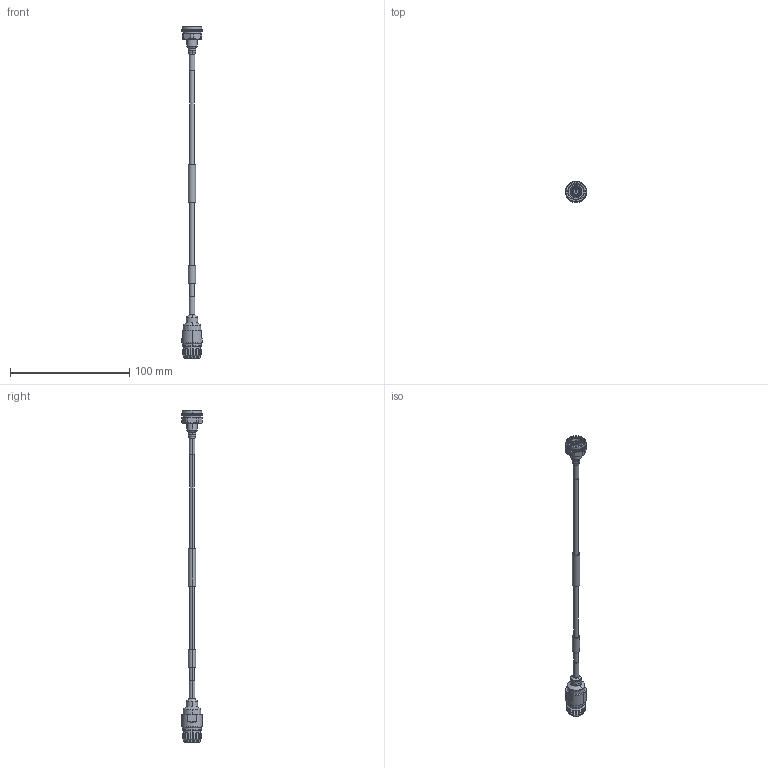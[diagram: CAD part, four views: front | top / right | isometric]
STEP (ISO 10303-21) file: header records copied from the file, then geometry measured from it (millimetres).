
FILE_DESCRIPTION (( 'STEP AP214' ), '1' );
FILE_NAME ('FMCA2528_3D.step', '2024-06-18T04:40:09', ( '' ), ( '' ), 'SwSTEP 2.0', 'SolidWorks 2022', '' );
FILE_SCHEMA (( 'AUTOMOTIVE_DESIGN' ));
Length unit declared in the file: inch
Products named in the file (5): FMCA2528_3D; Heat Shrink^FMCA2528; TFT-5G-402^FMCA2528; TC-402-NF-LP-PE_3D^FMCA2528; TC-402-225M-LP-PE_3D^FMCA2528
Assembly tree (4 placements, depth 2):
  FMCA2528_3D
    TFT-5G-402^FMCA2528
    Heat Shrink^FMCA2528
    TC-402-225M-LP-PE_3D^FMCA2528
    TC-402-NF-LP-PE_3D^FMCA2528
Bounding box: 17.5 x 17.5 x 278.68 mm (x, y, z)
Volume: 12999.2 mm3; surface area: 10077.6 mm2
Topology: 5 solids, 5 shells, 1414 faces, 3370 edges, 2002 vertices
Faces by surface type: bspline 728, cylinder 371, plane 200, cone 86, torus 29
Entity records: 50655 total; most frequent: CARTESIAN_POINT 27053, ORIENTED_EDGE 6740, EDGE_CURVE 3370, DIRECTION 2948, VERTEX_POINT 2002, EDGE_LOOP 1454, ADVANCED_FACE 1414, FACE_OUTER_BOUND 1414
